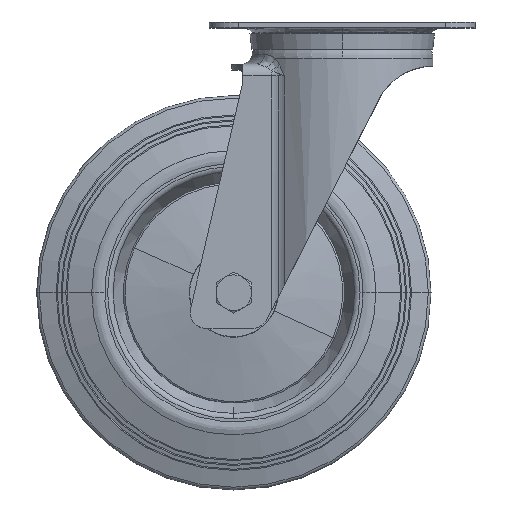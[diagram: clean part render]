
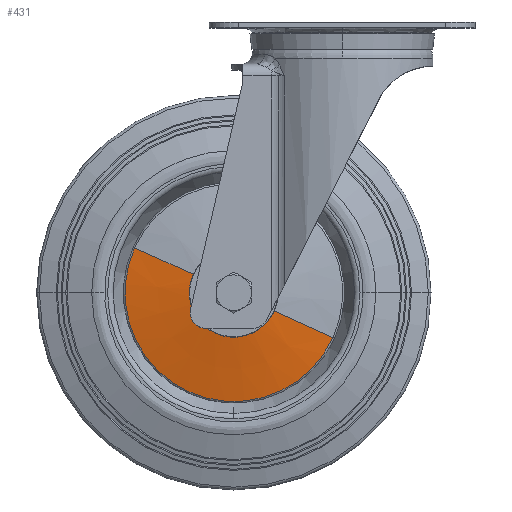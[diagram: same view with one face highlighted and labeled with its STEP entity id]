
A CAD part, top view. The second image highlights one B-rep face of the part: STEP entity #431.
In plain terms, the highlighted conical face has half-angle 79.019 degrees and reference radius 22.5 mm.
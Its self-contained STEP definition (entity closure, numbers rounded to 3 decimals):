
#431=ADVANCED_FACE('',(#1036),#1037,.T.);
#1036=FACE_OUTER_BOUND('',#10951,.T.);
#1037=CONICAL_SURFACE('',#10952,22.5,1.379);
#10951=EDGE_LOOP('',(#13072,#13073,#13074,#13075));
#10952=AXIS2_PLACEMENT_3D('',#13076,#13077,#13078);
#13072=ORIENTED_EDGE('',*,*,#13847,.F.);
#13073=ORIENTED_EDGE('',*,*,#13848,.T.);
#13074=ORIENTED_EDGE('',*,*,#13849,.F.);
#13075=ORIENTED_EDGE('',*,*,#13845,.T.);
#13076=CARTESIAN_POINT('',(-15.3,-31.578,70.345));
#13077=DIRECTION('',(0.,0.,-1.0));
#13078=DIRECTION('',(0.911,-0.412,0.));
#13845=EDGE_CURVE('',#14945,#14943,#14946,.T.);
#13847=EDGE_CURVE('',#14948,#14943,#14949,.T.);
#13848=EDGE_CURVE('',#14948,#14950,#14951,.T.);
#13849=EDGE_CURVE('',#14945,#14950,#14952,.T.);
#14943=VERTEX_POINT('',#20267);
#14945=VERTEX_POINT('',#20269);
#14946=CIRCLE('',#20270,55.19);
#14948=VERTEX_POINT('',#20272);
#14949=LINE('',#20273,#20274);
#14950=VERTEX_POINT('',#20275);
#14951=CIRCLE('',#20276,22.594);
#14952=LINE('',#20277,#20278);
#20267=CARTESIAN_POINT('',(34.981,-54.333,64.002));
#20269=CARTESIAN_POINT('',(-65.581,-8.822,64.002));
#20270=AXIS2_PLACEMENT_3D('',#21603,#21604,#21605);
#20272=CARTESIAN_POINT('',(5.284,-40.894,70.326));
#20273=CARTESIAN_POINT('',(5.198,-40.855,70.345));
#20274=VECTOR('',#21609,1.0);
#20275=CARTESIAN_POINT('',(-35.885,-22.262,70.326));
#20276=AXIS2_PLACEMENT_3D('',#21610,#21611,#21612);
#20277=CARTESIAN_POINT('',(-35.799,-22.301,70.345));
#20278=VECTOR('',#21613,22.5);
#21603=CARTESIAN_POINT('',(-15.3,-31.578,64.002));
#21604=DIRECTION('',(0.,0.,1.0));
#21605=DIRECTION('',(-0.911,0.412,0.));
#21609=DIRECTION('',(0.894,-0.405,-0.19));
#21610=CARTESIAN_POINT('',(-15.3,-31.578,70.326));
#21611=DIRECTION('',(0.,0.,-1.0));
#21612=DIRECTION('',(-0.911,0.412,0.));
#21613=DIRECTION('',(0.894,-0.405,0.19));
